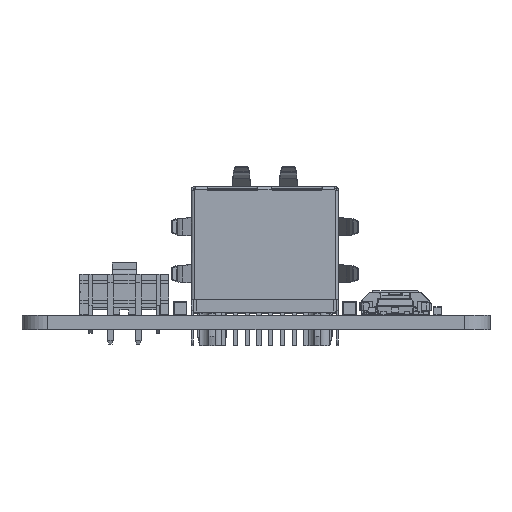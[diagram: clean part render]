
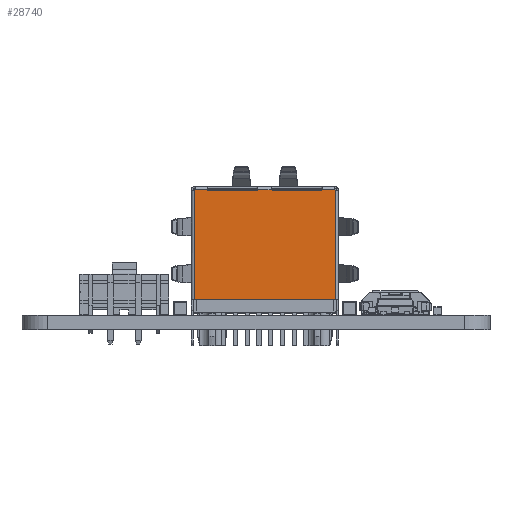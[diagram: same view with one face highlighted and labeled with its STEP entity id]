
A CAD part, front view. The second image highlights one B-rep face of the part: STEP entity #28740.
In plain terms, the highlighted face is planar.
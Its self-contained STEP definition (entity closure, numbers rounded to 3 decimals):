
#15679 = VERTEX_POINT('',#15680);
#15680 = CARTESIAN_POINT('',(7.64,10.92,-6.475));
#15782 = VERTEX_POINT('',#15783);
#15783 = CARTESIAN_POINT('',(-6.215,10.92,-6.57));
#28113 = VERTEX_POINT('',#28114);
#28114 = CARTESIAN_POINT('',(-7.64,10.92,5.33));
#28121 = EDGE_CURVE('',#28122,#28113,#28124,.T.);
#28122 = VERTEX_POINT('',#28123);
#28123 = CARTESIAN_POINT('',(-7.64,10.92,-6.475));
#28124 = LINE('',#28125,#28126);
#28125 = CARTESIAN_POINT('',(-7.64,10.92,-6.87));
#28126 = VECTOR('',#28127,1.);
#28127 = DIRECTION('',(0.,0.,1.));
#28246 = VERTEX_POINT('',#28247);
#28247 = CARTESIAN_POINT('',(6.215,10.92,-6.57));
#28260 = EDGE_CURVE('',#28246,#28261,#28263,.T.);
#28261 = VERTEX_POINT('',#28262);
#28262 = CARTESIAN_POINT('',(7.545,10.92,-6.57));
#28263 = LINE('',#28264,#28265);
#28264 = CARTESIAN_POINT('',(-7.64,10.92,-6.57));
#28265 = VECTOR('',#28266,1.);
#28266 = DIRECTION('',(1.,0.,0.));
#28418 = VERTEX_POINT('',#28419);
#28419 = CARTESIAN_POINT('',(0.785,10.92,-6.57));
#28434 = VERTEX_POINT('',#28435);
#28435 = CARTESIAN_POINT('',(-0.785,10.92,-6.57));
#28448 = EDGE_CURVE('',#28434,#28418,#28449,.T.);
#28449 = LINE('',#28450,#28451);
#28450 = CARTESIAN_POINT('',(-7.64,10.92,-6.57));
#28451 = VECTOR('',#28452,1.);
#28452 = DIRECTION('',(1.,0.,0.));
#28546 = EDGE_CURVE('',#28261,#15679,#28547,.T.);
#28547 = CIRCLE('',#28548,0.261);
#28548 = AXIS2_PLACEMENT_3D('',#28549,#28550,#28551);
#28549 = CARTESIAN_POINT('',(7.77,10.92,-6.7));
#28550 = DIRECTION('',(0.,1.,0.));
#28551 = DIRECTION('',(0.,0.,1.));
#28563 = VERTEX_POINT('',#28564);
#28564 = CARTESIAN_POINT('',(5.989,10.92,-6.44));
#28580 = EDGE_CURVE('',#28563,#28246,#28581,.T.);
#28581 = CIRCLE('',#28582,0.261);
#28582 = AXIS2_PLACEMENT_3D('',#28583,#28584,#28585);
#28583 = CARTESIAN_POINT('',(5.989,10.92,-6.7));
#28584 = DIRECTION('',(0.,1.,0.));
#28585 = DIRECTION('',(0.,0.,1.));
#28605 = VERTEX_POINT('',#28606);
#28606 = CARTESIAN_POINT('',(1.011,10.92,-6.44));
#28612 = EDGE_CURVE('',#28418,#28605,#28613,.T.);
#28613 = CIRCLE('',#28614,0.261);
#28614 = AXIS2_PLACEMENT_3D('',#28615,#28616,#28617);
#28615 = CARTESIAN_POINT('',(1.011,10.92,-6.7));
#28616 = DIRECTION('',(0.,1.,0.));
#28617 = DIRECTION('',(0.,0.,1.));
#28629 = VERTEX_POINT('',#28630);
#28630 = CARTESIAN_POINT('',(-1.011,10.92,-6.44));
#28646 = EDGE_CURVE('',#28629,#28434,#28647,.T.);
#28647 = CIRCLE('',#28648,0.261);
#28648 = AXIS2_PLACEMENT_3D('',#28649,#28650,#28651);
#28649 = CARTESIAN_POINT('',(-1.011,10.92,-6.7));
#28650 = DIRECTION('',(0.,1.,0.));
#28651 = DIRECTION('',(0.,0.,1.));
#28721 = VERTEX_POINT('',#28722);
#28722 = CARTESIAN_POINT('',(-7.545,10.92,-6.57));
#28728 = EDGE_CURVE('',#28122,#28721,#28729,.T.);
#28729 = CIRCLE('',#28730,0.261);
#28730 = AXIS2_PLACEMENT_3D('',#28731,#28732,#28733);
#28731 = CARTESIAN_POINT('',(-7.77,10.92,-6.7));
#28732 = DIRECTION('',(0.,1.,0.));
#28733 = DIRECTION('',(0.,0.,1.));
#28740 = ADVANCED_FACE('',(#28741),#28792,.T.);
#28741 = FACE_BOUND('',#28742,.T.);
#28742 = EDGE_LOOP('',(#28743,#28751,#28758,#28764,#28765,#28766,#28774,
    #28780,#28781,#28782,#28783,#28789,#28790,#28791));
#28743 = ORIENTED_EDGE('',*,*,#28744,.T.);
#28744 = EDGE_CURVE('',#28629,#28745,#28747,.T.);
#28745 = VERTEX_POINT('',#28746);
#28746 = CARTESIAN_POINT('',(-5.989,10.92,-6.44));
#28747 = LINE('',#28748,#28749);
#28748 = CARTESIAN_POINT('',(-7.64,10.92,-6.44));
#28749 = VECTOR('',#28750,1.);
#28750 = DIRECTION('',(-1.,0.,0.));
#28751 = ORIENTED_EDGE('',*,*,#28752,.F.);
#28752 = EDGE_CURVE('',#15782,#28745,#28753,.T.);
#28753 = CIRCLE('',#28754,0.261);
#28754 = AXIS2_PLACEMENT_3D('',#28755,#28756,#28757);
#28755 = CARTESIAN_POINT('',(-5.989,10.92,-6.7));
#28756 = DIRECTION('',(0.,1.,0.));
#28757 = DIRECTION('',(0.,0.,1.));
#28758 = ORIENTED_EDGE('',*,*,#28759,.F.);
#28759 = EDGE_CURVE('',#28721,#15782,#28760,.T.);
#28760 = LINE('',#28761,#28762);
#28761 = CARTESIAN_POINT('',(-7.64,10.92,-6.57));
#28762 = VECTOR('',#28763,1.);
#28763 = DIRECTION('',(1.,0.,0.));
#28764 = ORIENTED_EDGE('',*,*,#28728,.F.);
#28765 = ORIENTED_EDGE('',*,*,#28121,.T.);
#28766 = ORIENTED_EDGE('',*,*,#28767,.T.);
#28767 = EDGE_CURVE('',#28113,#28768,#28770,.T.);
#28768 = VERTEX_POINT('',#28769);
#28769 = CARTESIAN_POINT('',(7.64,10.92,5.33));
#28770 = LINE('',#28771,#28772);
#28771 = CARTESIAN_POINT('',(-7.64,10.92,5.33));
#28772 = VECTOR('',#28773,1.);
#28773 = DIRECTION('',(1.,0.,0.));
#28774 = ORIENTED_EDGE('',*,*,#28775,.F.);
#28775 = EDGE_CURVE('',#15679,#28768,#28776,.T.);
#28776 = LINE('',#28777,#28778);
#28777 = CARTESIAN_POINT('',(7.64,10.92,-6.87));
#28778 = VECTOR('',#28779,1.);
#28779 = DIRECTION('',(0.,0.,1.));
#28780 = ORIENTED_EDGE('',*,*,#28546,.F.);
#28781 = ORIENTED_EDGE('',*,*,#28260,.F.);
#28782 = ORIENTED_EDGE('',*,*,#28580,.F.);
#28783 = ORIENTED_EDGE('',*,*,#28784,.F.);
#28784 = EDGE_CURVE('',#28605,#28563,#28785,.T.);
#28785 = LINE('',#28786,#28787);
#28786 = CARTESIAN_POINT('',(-7.64,10.92,-6.44));
#28787 = VECTOR('',#28788,1.);
#28788 = DIRECTION('',(1.,0.,0.));
#28789 = ORIENTED_EDGE('',*,*,#28612,.F.);
#28790 = ORIENTED_EDGE('',*,*,#28448,.F.);
#28791 = ORIENTED_EDGE('',*,*,#28646,.F.);
#28792 = PLANE('',#28793);
#28793 = AXIS2_PLACEMENT_3D('',#28794,#28795,#28796);
#28794 = CARTESIAN_POINT('',(-7.64,10.92,-6.87));
#28795 = DIRECTION('',(0.,1.,0.));
#28796 = DIRECTION('',(0.,0.,1.));
